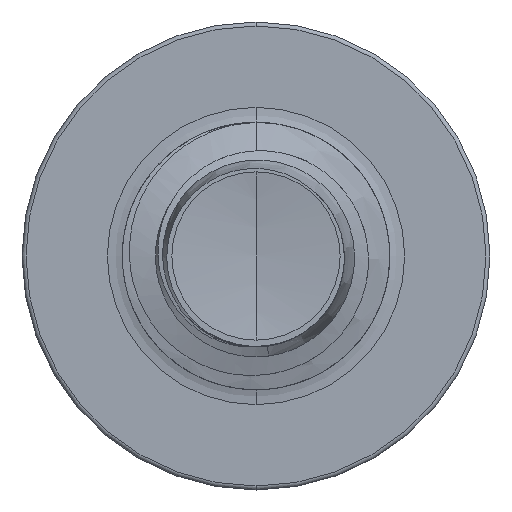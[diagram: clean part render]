
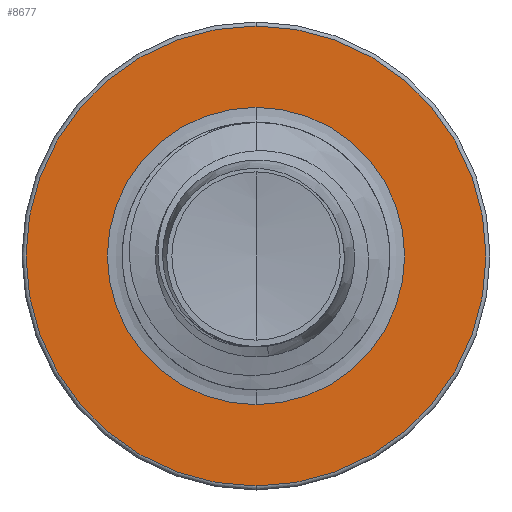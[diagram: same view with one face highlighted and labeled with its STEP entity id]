
A CAD part, front view. The second image highlights one B-rep face of the part: STEP entity #8677.
In plain terms, the highlighted planar face has unit normal (0, -1, 0).
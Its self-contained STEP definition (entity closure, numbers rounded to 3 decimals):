
#37 = CARTESIAN_POINT ( 'NONE',  ( 0., 6.5, 1.112 ) ) ;
#1221 = VERTEX_POINT ( 'NONE', #7583 ) ;
#1683 = FACE_OUTER_BOUND ( 'NONE', #16371, .T. ) ;
#1719 = CIRCLE ( 'NONE', #6859, 1.72 ) ;
#1872 = DIRECTION ( 'NONE',  ( 0., 0., 1. ) ) ;
#1877 = DIRECTION ( 'NONE',  ( 0., 1., 0. ) ) ;
#1902 = CARTESIAN_POINT ( 'NONE',  ( 0., 6.5, 0. ) ) ;
#1954 = CARTESIAN_POINT ( 'NONE',  ( 0., 6.5, 0. ) ) ;
#2496 = CARTESIAN_POINT ( 'NONE',  ( 0., 6.5, -1.112 ) ) ;
#2634 = AXIS2_PLACEMENT_3D ( 'NONE', #1902, #1877, #1872 ) ;
#3371 = VERTEX_POINT ( 'NONE', #8831 ) ;
#3876 = DIRECTION ( 'NONE',  ( 0., 0., 1. ) ) ;
#3921 = EDGE_CURVE ( 'NONE', #21281, #3371, #1719, .T. ) ;
#4385 = DIRECTION ( 'NONE',  ( 0., 1., 0. ) ) ;
#4597 = ORIENTED_EDGE ( 'NONE', *, *, #9022, .F. ) ;
#4786 = EDGE_CURVE ( 'NONE', #1221, #7035, #8755, .T. ) ;
#4854 = AXIS2_PLACEMENT_3D ( 'NONE', #2496, #4385, #16747 ) ;
#5946 = DIRECTION ( 'NONE',  ( 0., 0., 1. ) ) ;
#5965 = DIRECTION ( 'NONE',  ( 0., 1., 0. ) ) ;
#5972 = CARTESIAN_POINT ( 'NONE',  ( 0., 6.5, 0. ) ) ;
#6078 = AXIS2_PLACEMENT_3D ( 'NONE', #1954, #14690, #3876 ) ;
#6859 = AXIS2_PLACEMENT_3D ( 'NONE', #5972, #5965, #5946 ) ;
#7035 = VERTEX_POINT ( 'NONE', #37 ) ;
#7253 = CIRCLE ( 'NONE', #6078, 1.72 ) ;
#7583 = CARTESIAN_POINT ( 'NONE',  ( 0., 6.5, -1.112 ) ) ;
#8591 = AXIS2_PLACEMENT_3D ( 'NONE', #19345, #9393, #20944 ) ;
#8677 = ADVANCED_FACE ( 'NONE', ( #1683, #16052 ), #13538, .F. ) ;
#8755 = CIRCLE ( 'NONE', #2634, 1.112 ) ;
#8831 = CARTESIAN_POINT ( 'NONE',  ( 0., 6.5, -1.72 ) ) ;
#8984 = EDGE_CURVE ( 'NONE', #7035, #1221, #15037, .T. ) ;
#9022 = EDGE_CURVE ( 'NONE', #3371, #21281, #7253, .T. ) ;
#9393 = DIRECTION ( 'NONE',  ( 0., 1., 0. ) ) ;
#10758 = CARTESIAN_POINT ( 'NONE',  ( 0., 6.5, 1.72 ) ) ;
#11270 = ORIENTED_EDGE ( 'NONE', *, *, #4786, .T. ) ;
#11551 = EDGE_LOOP ( 'NONE', ( #18941, #11270 ) ) ;
#13241 = ORIENTED_EDGE ( 'NONE', *, *, #3921, .F. ) ;
#13538 = PLANE ( 'NONE',  #4854 ) ;
#14690 = DIRECTION ( 'NONE',  ( 0., 1., 0. ) ) ;
#15037 = CIRCLE ( 'NONE', #8591, 1.112 ) ;
#16052 = FACE_BOUND ( 'NONE', #11551, .T. ) ;
#16371 = EDGE_LOOP ( 'NONE', ( #13241, #4597 ) ) ;
#16747 = DIRECTION ( 'NONE',  ( 0., 0., 1. ) ) ;
#18941 = ORIENTED_EDGE ( 'NONE', *, *, #8984, .T. ) ;
#19345 = CARTESIAN_POINT ( 'NONE',  ( 0., 6.5, 0. ) ) ;
#20944 = DIRECTION ( 'NONE',  ( 0., 0., 1. ) ) ;
#21281 = VERTEX_POINT ( 'NONE', #10758 ) ;
